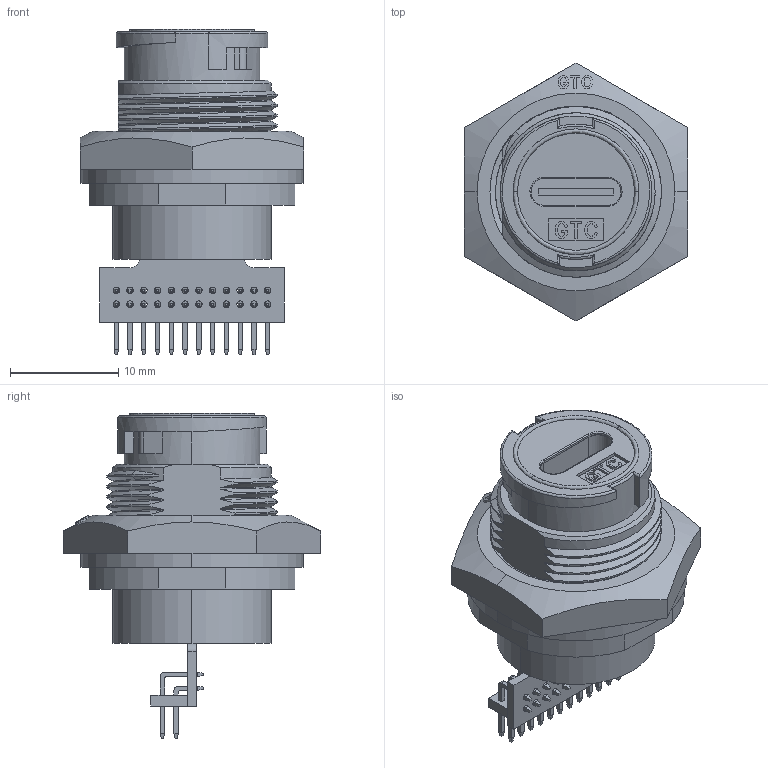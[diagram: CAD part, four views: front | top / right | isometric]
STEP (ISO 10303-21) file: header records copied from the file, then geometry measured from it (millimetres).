
FILE_DESCRIPTION (( 'STEP AP214' ), '1' );
FILE_NAME ('MP002443.STEP', '2023-10-09T17:43:05', ( 'USER' ), ( '' ), 'SwSTEP 2.0', 'SolidWorks 2016', '' );
FILE_SCHEMA (( 'AUTOMOTIVE_DESIGN' ));
Length unit declared in the file: millimetre
Products named in the file (1): MP002443
Bounding box: 20.6 x 23.79 x 30 mm (x, y, z)
Volume: 4445.4 mm3; surface area: 5416.5 mm2
Topology: 4 solids, 5 shells, 975 faces, 2483 edges, 1583 vertices
Faces by surface type: plane 751, cylinder 175, bspline 43, cone 6
Entity records: 38102 total; most frequent: CARTESIAN_POINT 15074, ORIENTED_EDGE 4966, DIRECTION 4334, EDGE_CURVE 2483, LINE 1840, VECTOR 1840, VERTEX_POINT 1583, AXIS2_PLACEMENT_3D 1247
